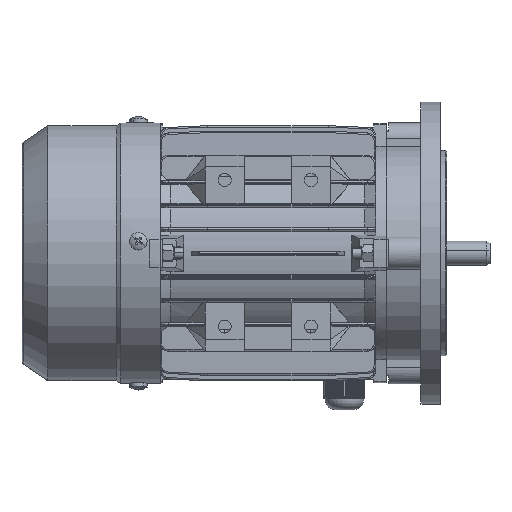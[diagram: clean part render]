
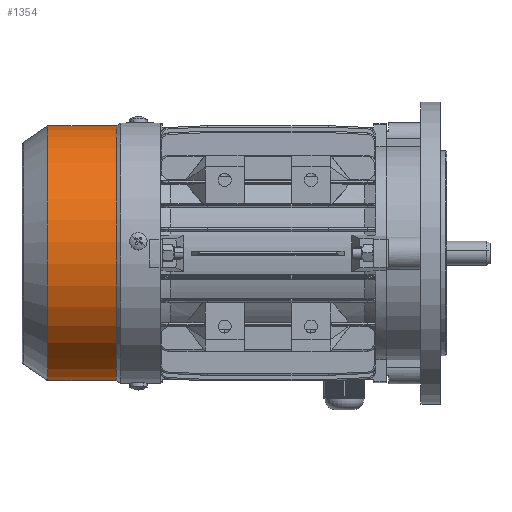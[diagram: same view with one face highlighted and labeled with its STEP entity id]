
A CAD part, front view. The second image highlights one B-rep face of the part: STEP entity #1354.
In plain terms, the highlighted cylindrical face has radius 59.3 mm (diameter 118.6 mm), a partial arc.
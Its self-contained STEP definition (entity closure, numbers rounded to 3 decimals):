
#1352 = EDGE_CURVE ( 'NONE', #57282, #57275, #8889, .T. ) ;
#1354 = ADVANCED_FACE ( 'NONE', ( #8884 ), #8883, .T. ) ;
#1355 = EDGE_LOOP ( 'NONE', ( #1359, #1361, #1388, #1391 ) ) ;
#1359 = ORIENTED_EDGE ( 'NONE', *, *, #57269, .F. ) ;
#1361 = ORIENTED_EDGE ( 'NONE', *, *, #1352, .T. ) ;
#1388 = ORIENTED_EDGE ( 'NONE', *, *, #57285, .T. ) ;
#1391 = ORIENTED_EDGE ( 'NONE', *, *, #1393, .F. ) ;
#1393 = EDGE_CURVE ( 'NONE', #55500, #55571, #8985, .T. ) ;
#8878 = DIRECTION ( 'NONE',  ( 0., 0., 1. ) ) ;
#8879 = DIRECTION ( 'NONE',  ( -1., 0., 0. ) ) ;
#8880 = CARTESIAN_POINT ( 'NONE',  ( 0., 0., 0. ) ) ;
#8881 = AXIS2_PLACEMENT_3D ( 'NONE', #8880, #8879, #8878 ) ;
#8883 = CYLINDRICAL_SURFACE ( 'NONE', #8881, 59.3 ) ;
#8884 = FACE_OUTER_BOUND ( 'NONE', #1355, .T. ) ;
#8885 = DIRECTION ( 'NONE',  ( 0., 0., 1. ) ) ;
#8886 = DIRECTION ( 'NONE',  ( -1., 0., 0. ) ) ;
#8887 = CARTESIAN_POINT ( 'NONE',  ( 52., 0., 0. ) ) ;
#8888 = AXIS2_PLACEMENT_3D ( 'NONE', #8887, #8886, #8885 ) ;
#8889 = CIRCLE ( 'NONE', #8888, 59.3 ) ;
#8981 = DIRECTION ( 'NONE',  ( 0., 0., 1. ) ) ;
#8982 = DIRECTION ( 'NONE',  ( -1., 0., 0. ) ) ;
#8983 = CARTESIAN_POINT ( 'NONE',  ( 20.3, 0., 0. ) ) ;
#8984 = AXIS2_PLACEMENT_3D ( 'NONE', #8983, #8982, #8981 ) ;
#8985 = CIRCLE ( 'NONE', #8984, 59.3 ) ;
#55500 = VERTEX_POINT ( 'NONE', #82370 ) ;
#55571 = VERTEX_POINT ( 'NONE', #82360 ) ;
#57269 = EDGE_CURVE ( 'NONE', #57282, #55500, #82491, .T. ) ;
#57275 = VERTEX_POINT ( 'NONE', #82482 ) ;
#57282 = VERTEX_POINT ( 'NONE', #82480 ) ;
#57285 = EDGE_CURVE ( 'NONE', #57275, #55571, #82479, .T. ) ;
#82360 = CARTESIAN_POINT ( 'NONE',  ( 20.3, 0., 59.3 ) ) ;
#82370 = CARTESIAN_POINT ( 'NONE',  ( 20.3, 0., -59.3 ) ) ;
#82476 = DIRECTION ( 'NONE',  ( -1., 0., 0. ) ) ;
#82477 = VECTOR ( 'NONE', #82476, 1000. ) ;
#82478 = CARTESIAN_POINT ( 'NONE',  ( 0., 0., 59.3 ) ) ;
#82479 = LINE ( 'NONE', #82478, #82477 ) ;
#82480 = CARTESIAN_POINT ( 'NONE',  ( 52., 0., -59.3 ) ) ;
#82482 = CARTESIAN_POINT ( 'NONE',  ( 52., 0., 59.3 ) ) ;
#82488 = DIRECTION ( 'NONE',  ( -1., 0., 0. ) ) ;
#82489 = VECTOR ( 'NONE', #82488, 1000. ) ;
#82490 = CARTESIAN_POINT ( 'NONE',  ( 0., 0., -59.3 ) ) ;
#82491 = LINE ( 'NONE', #82490, #82489 ) ;
